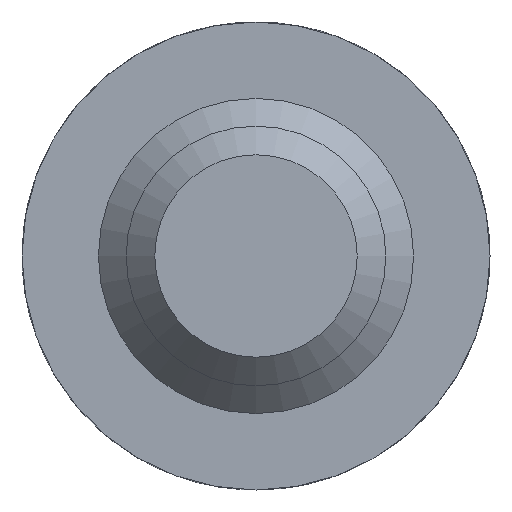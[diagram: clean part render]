
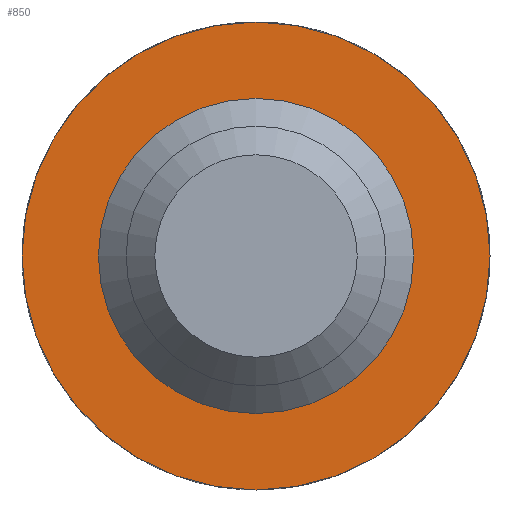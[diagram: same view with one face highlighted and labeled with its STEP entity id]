
A CAD part, front view. The second image highlights one B-rep face of the part: STEP entity #850.
In plain terms, the highlighted planar face has unit normal (0, -1, 0).
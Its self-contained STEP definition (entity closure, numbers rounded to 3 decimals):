
#635=FACE_BOUND('',#1097,.T.);
#636=FACE_BOUND('',#1098,.T.);
#850=ADVANCED_FACE('',(#635,#636),#919,.F.);
#919=PLANE('',#2674);
#1097=EDGE_LOOP('',(#1917));
#1098=EDGE_LOOP('',(#1918));
#1917=ORIENTED_EDGE('',*,*,#2371,.F.);
#1918=ORIENTED_EDGE('',*,*,#2372,.F.);
#2107=VERTEX_POINT('',#4211);
#2108=VERTEX_POINT('',#4214);
#2371=EDGE_CURVE('',#2107,#2107,#2423,.T.);
#2372=EDGE_CURVE('',#2108,#2108,#2424,.T.);
#2423=CIRCLE('',#2671,2.45);
#2424=CIRCLE('',#2673,1.65);
#2671=AXIS2_PLACEMENT_3D('',#4210,#3088,#3089);
#2673=AXIS2_PLACEMENT_3D('',#4213,#3092,#3093);
#2674=AXIS2_PLACEMENT_3D('',#4215,#3094,#3095);
#3088=DIRECTION('',(0.,1.,0.));
#3089=DIRECTION('',(0.,0.,1.));
#3092=DIRECTION('',(0.,-1.,0.));
#3093=DIRECTION('',(1.,0.,0.));
#3094=DIRECTION('',(0.,1.,0.));
#3095=DIRECTION('',(0.,0.,1.));
#4210=CARTESIAN_POINT('',(0.,19.6,0.));
#4211=CARTESIAN_POINT('',(0.,19.6,2.45));
#4213=CARTESIAN_POINT('',(0.,19.6,0.));
#4214=CARTESIAN_POINT('',(1.65,19.6,0.));
#4215=CARTESIAN_POINT('',(1.2,19.6,0.));
